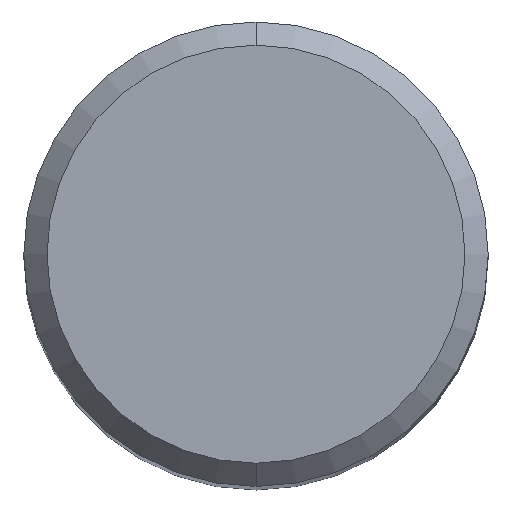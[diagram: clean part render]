
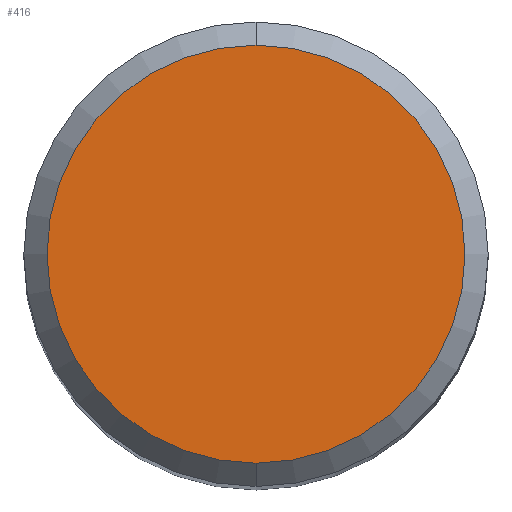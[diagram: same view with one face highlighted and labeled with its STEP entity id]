
A CAD part, top view. The second image highlights one B-rep face of the part: STEP entity #416.
In plain terms, the highlighted planar face has unit normal (0, 0, 1).
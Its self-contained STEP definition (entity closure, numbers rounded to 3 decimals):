
#192=EDGE_CURVE('',#238,#286,#494,.T.);
#212=EDGE_CURVE('',#286,#238,#517,.T.);
#238=VERTEX_POINT('',#544);
#286=VERTEX_POINT('',#598);
#416=ADVANCED_FACE('',(#741),#742,.T.);
#494=CIRCLE('',#852,7.2);
#517=CIRCLE('',#906,7.2);
#544=CARTESIAN_POINT('',(0.,-7.2,0.0));
#598=CARTESIAN_POINT('',(0.0,7.2,0.0));
#741=FACE_OUTER_BOUND('',#1364,.T.);
#742=PLANE('',#1365);
#852=AXIS2_PLACEMENT_3D('',#1497,#1498,#1499);
#906=AXIS2_PLACEMENT_3D('',#1535,#1536,#1537);
#1364=EDGE_LOOP('',(#1776,#1777));
#1365=AXIS2_PLACEMENT_3D('',#1778,#1779,#1780);
#1497=CARTESIAN_POINT('',(0.0,0.0,0.0));
#1498=DIRECTION('',(0.0,0.0,-1.0));
#1499=DIRECTION('',(0.0,1.0,0.0));
#1535=CARTESIAN_POINT('',(0.0,0.0,0.0));
#1536=DIRECTION('',(0.0,0.0,-1.0));
#1537=DIRECTION('',(0.0,1.0,0.0));
#1776=ORIENTED_EDGE('',*,*,#212,.F.);
#1777=ORIENTED_EDGE('',*,*,#192,.F.);
#1778=CARTESIAN_POINT('',(0.0,3.6,0.0));
#1779=DIRECTION('',(-0.0,0.0,1.0));
#1780=DIRECTION('',(0.0,-1.0,0.0));
